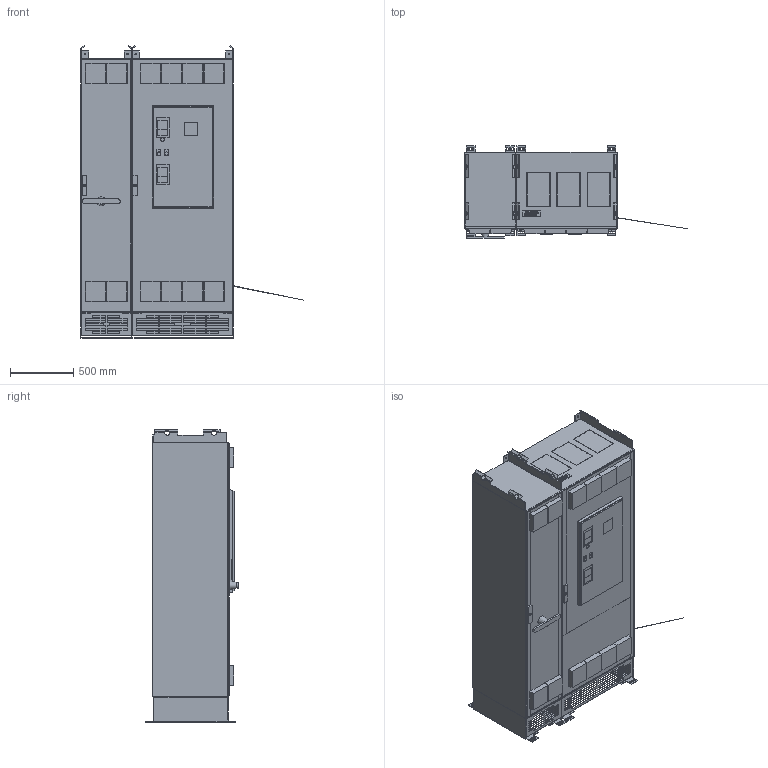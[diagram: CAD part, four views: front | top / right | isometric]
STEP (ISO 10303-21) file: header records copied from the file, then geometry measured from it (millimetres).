
FILE_DESCRIPTION(/* description */ (''),/* implementation_level */ '2;1');
FILE_NAME(/* name */ '181K4931.stp',/* time_stamp */ '2026-01-15T13:58:12+02:00',/* author */ (''),/* organization */ (''),/* preprocessor_version */ 'ST-DEVELOPER v20',/* originating_system */ 'SIEMENS PLM Software NX2312.3002',/* authorisation */ '');
FILE_SCHEMA (('AUTOMOTIVE_DESIGN { 1 0 10303 214 3 1 1 1 }'));
Products named in the file (10): 181K4889; 181K4925; 181K4908; 181K4896; 181K4892; 181K4906_863414ID; 181K4927; 181K4926; 181K4924; 181K4931
Assembly tree (9 placements, depth 3):
  181K4931
    181K4924
      181K4906_863414ID
      181K4892
      181K4896
    181K4926
      181K4908
      181K4925
      181K4889
    181K4927
Bounding box: 1750 x 728.4 x 2302.5 mm (x, y, z)
Volume: 714443154.5 mm3; surface area: 36395505.8 mm2
Topology: 7 solids, 24 shells, 2958 faces, 8145 edges, 5382 vertices
Faces by surface type: plane 2276, cylinder 420, torus 163, extrusion 44, cone 35, bspline 20
Full cylindrical faces by diameter (mm): 3 x2, 3.3 x1, 6.5 x4, 7 x8, 8.5 x1, 9 x1, 9.116 x12, 10 x12, 10.5 x17, 12.2 x2, 13 x6, 15 x12, 15.5 x24, 19.788 x2, 20 x12, 22 x1, 25.715 x4, 26 x3, 26.314 x4, 26.353 x4, 28 x1, 28.338 x1, 28.472 x1, 46 x16, 65 x8, 82.584 x8
Entity records: 110290 total; most frequent: CARTESIAN_POINT 21570, ORIENTED_EDGE 15376, DIRECTION 14252, EDGE_CURVE 7688, VECTOR 6394, LINE 6350, VERTEX_POINT 5276, AXIS2_PLACEMENT_3D 3929
